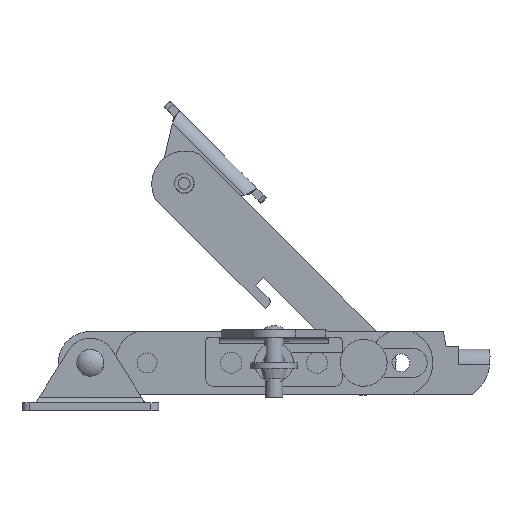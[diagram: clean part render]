
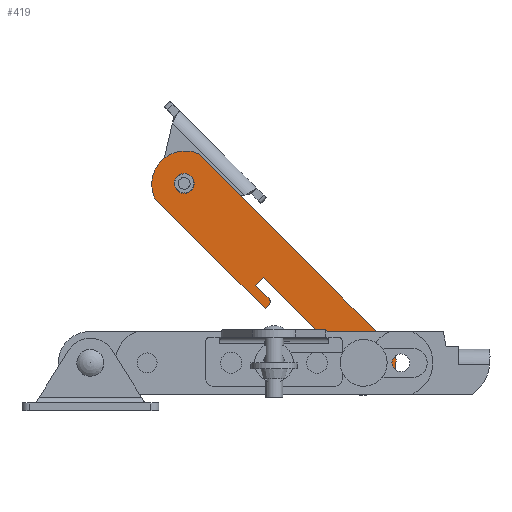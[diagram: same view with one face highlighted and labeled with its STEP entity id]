
A CAD part, top view. The second image highlights one B-rep face of the part: STEP entity #419.
In plain terms, the highlighted face is planar.
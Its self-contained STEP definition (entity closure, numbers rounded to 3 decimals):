
#419 = ADVANCED_FACE( '', ( #541, #542, #543 ), #544, .T. );
#541 = FACE_BOUND( '', #771, .T. );
#542 = FACE_BOUND( '', #772, .T. );
#543 = FACE_OUTER_BOUND( '', #773, .T. );
#544 = PLANE( '', #774 );
#771 = EDGE_LOOP( '', ( #1235 ) );
#772 = EDGE_LOOP( '', ( #1236 ) );
#773 = EDGE_LOOP( '', ( #1237, #1238, #1239, #1240, #1241, #1242, #1243, #1244, #1245, #1246, #1247, #1248, #1249 ) );
#774 = AXIS2_PLACEMENT_3D( '', #1250, #1251, #1252 );
#1235 = ORIENTED_EDGE( '', *, *, #1699, .T. );
#1236 = ORIENTED_EDGE( '', *, *, #1700, .T. );
#1237 = ORIENTED_EDGE( '', *, *, #1697, .T. );
#1238 = ORIENTED_EDGE( '', *, *, #1701, .T. );
#1239 = ORIENTED_EDGE( '', *, *, #1702, .T. );
#1240 = ORIENTED_EDGE( '', *, *, #1703, .T. );
#1241 = ORIENTED_EDGE( '', *, *, #1704, .T. );
#1242 = ORIENTED_EDGE( '', *, *, #1705, .T. );
#1243 = ORIENTED_EDGE( '', *, *, #1706, .T. );
#1244 = ORIENTED_EDGE( '', *, *, #1707, .T. );
#1245 = ORIENTED_EDGE( '', *, *, #1708, .T. );
#1246 = ORIENTED_EDGE( '', *, *, #1709, .T. );
#1247 = ORIENTED_EDGE( '', *, *, #1710, .T. );
#1248 = ORIENTED_EDGE( '', *, *, #1690, .T. );
#1249 = ORIENTED_EDGE( '', *, *, #1693, .T. );
#1250 = CARTESIAN_POINT( '', ( -32.132, 0., -2.5 ) );
#1251 = DIRECTION( '', ( 0., 0., -1. ) );
#1252 = DIRECTION( '', ( -1., 0., 0. ) );
#1690 = EDGE_CURVE( '', #1910, #1907, #1911, .T. );
#1693 = EDGE_CURVE( '', #1907, #1915, #1916, .T. );
#1697 = EDGE_CURVE( '', #1915, #1920, #1923, .T. );
#1699 = EDGE_CURVE( '', #1925, #1925, #1926, .T. );
#1700 = EDGE_CURVE( '', #1927, #1927, #1928, .T. );
#1701 = EDGE_CURVE( '', #1920, #1929, #1930, .F. );
#1702 = EDGE_CURVE( '', #1929, #1931, #1932, .F. );
#1703 = EDGE_CURVE( '', #1931, #1933, #1934, .T. );
#1704 = EDGE_CURVE( '', #1933, #1935, #1936, .T. );
#1705 = EDGE_CURVE( '', #1935, #1937, #1938, .F. );
#1706 = EDGE_CURVE( '', #1937, #1939, #1940, .F. );
#1707 = EDGE_CURVE( '', #1939, #1941, #1942, .T. );
#1708 = EDGE_CURVE( '', #1941, #1943, #1944, .F. );
#1709 = EDGE_CURVE( '', #1943, #1945, #1946, .T. );
#1710 = EDGE_CURVE( '', #1945, #1910, #1947, .T. );
#1907 = VERTEX_POINT( '', #2288 );
#1910 = VERTEX_POINT( '', #2292 );
#1911 = LINE( '', #2293, #2294 );
#1915 = VERTEX_POINT( '', #2300 );
#1916 = LINE( '', #2301, #2302 );
#1920 = VERTEX_POINT( '', #2308 );
#1923 = CIRCLE( '', #2312, 8.568 );
#1925 = VERTEX_POINT( '', #2314 );
#1926 = CIRCLE( '', #2315, 2.3 );
#1927 = VERTEX_POINT( '', #2316 );
#1928 = CIRCLE( '', #2317, 2.55 );
#1929 = VERTEX_POINT( '', #2318 );
#1930 = LINE( '', #2319, #2320 );
#1931 = VERTEX_POINT( '', #2321 );
#1932 = LINE( '', #2322, #2323 );
#1933 = VERTEX_POINT( '', #2324 );
#1934 = CIRCLE( '', #2325, 1. );
#1935 = VERTEX_POINT( '', #2326 );
#1936 = LINE( '', #2327, #2328 );
#1937 = VERTEX_POINT( '', #2329 );
#1938 = LINE( '', #2330, #2331 );
#1939 = VERTEX_POINT( '', #2332 );
#1940 = LINE( '', #2333, #2334 );
#1941 = VERTEX_POINT( '', #2335 );
#1942 = CIRCLE( '', #2336, 8.57 );
#1943 = VERTEX_POINT( '', #2337 );
#1944 = LINE( '', #2338, #2339 );
#1945 = VERTEX_POINT( '', #2340 );
#1946 = LINE( '', #2341, #2342 );
#1947 = CIRCLE( '', #2343, 8.568 );
#2288 = CARTESIAN_POINT( '', ( 35.5, -8., -2.5 ) );
#2292 = CARTESIAN_POINT( '', ( 36.678, -7.263, -2.5 ) );
#2293 = CARTESIAN_POINT( '', ( 36.678, -7.263, -2.5 ) );
#2294 = VECTOR( '', #2648, 1000. );
#2300 = CARTESIAN_POINT( '', ( -35.2, -8., -2.5 ) );
#2301 = CARTESIAN_POINT( '', ( -32.132, -8., -2.5 ) );
#2302 = VECTOR( '', #2651, 1000. );
#2308 = CARTESIAN_POINT( '', ( -35.2, 8., -2.5 ) );
#2312 = AXIS2_PLACEMENT_3D( '', #2655, #2656, #2657 );
#2314 = CARTESIAN_POINT( '', ( 34.8, 0., -2.5 ) );
#2315 = AXIS2_PLACEMENT_3D( '', #2661, #2662, #2663 );
#2316 = CARTESIAN_POINT( '', ( -29.95, 0., -2.5 ) );
#2317 = AXIS2_PLACEMENT_3D( '', #2664, #2665, #2666 );
#2318 = CARTESIAN_POINT( '', ( 4.8, 8., -2.5 ) );
#2319 = CARTESIAN_POINT( '', ( -32.132, 8., -2.5 ) );
#2320 = VECTOR( '', #2667, 1000. );
#2321 = CARTESIAN_POINT( '', ( 4.8, 6.55, -2.5 ) );
#2322 = CARTESIAN_POINT( '', ( 4.8, 0., -2.5 ) );
#2323 = VECTOR( '', #2668, 1000. );
#2324 = CARTESIAN_POINT( '', ( 3.8, 5.55, -2.5 ) );
#2325 = AXIS2_PLACEMENT_3D( '', #2669, #2670, #2671 );
#2326 = CARTESIAN_POINT( '', ( -1.2, 5.55, -2.5 ) );
#2327 = CARTESIAN_POINT( '', ( -32.132, 5.55, -2.5 ) );
#2328 = VECTOR( '', #2672, 1000. );
#2329 = CARTESIAN_POINT( '', ( -1.2, 2.65, -2.5 ) );
#2330 = CARTESIAN_POINT( '', ( -1.2, 0., -2.5 ) );
#2331 = VECTOR( '', #2673, 1000. );
#2332 = CARTESIAN_POINT( '', ( 24.8, 2.65, -2.5 ) );
#2333 = CARTESIAN_POINT( '', ( -32.132, 2.65, -2.5 ) );
#2334 = VECTOR( '', #2674, 1000. );
#2335 = CARTESIAN_POINT( '', ( 29.5, 8., -2.5 ) );
#2336 = AXIS2_PLACEMENT_3D( '', #2675, #2676, #2677 );
#2337 = CARTESIAN_POINT( '', ( 35.5, 8., -2.5 ) );
#2338 = CARTESIAN_POINT( '', ( -32.132, 8., -2.5 ) );
#2339 = VECTOR( '', #2678, 1000. );
#2340 = CARTESIAN_POINT( '', ( 36.678, 7.263, -2.5 ) );
#2341 = CARTESIAN_POINT( '', ( 35.5, 8., -2.5 ) );
#2342 = VECTOR( '', #2679, 1000. );
#2343 = AXIS2_PLACEMENT_3D( '', #2680, #2681, #2682 );
#2648 = DIRECTION( '', ( -0.848, -0.531, 0. ) );
#2651 = DIRECTION( '', ( -1., 0., 0. ) );
#2655 = CARTESIAN_POINT( '', ( -32.132, 0., -2.5 ) );
#2656 = DIRECTION( '', ( 0., 0., -1. ) );
#2657 = DIRECTION( '', ( -1., 0., 0. ) );
#2661 = CARTESIAN_POINT( '', ( 32.5, 0., -2.5 ) );
#2662 = DIRECTION( '', ( 0., 0., 1. ) );
#2663 = DIRECTION( '', ( 1., 0., 0. ) );
#2664 = CARTESIAN_POINT( '', ( -32.5, 0., -2.5 ) );
#2665 = DIRECTION( '', ( 0., 0., 1. ) );
#2666 = DIRECTION( '', ( 1., 0., 0. ) );
#2667 = DIRECTION( '', ( -1., 0., 0. ) );
#2668 = DIRECTION( '', ( 0., 1., 0. ) );
#2669 = CARTESIAN_POINT( '', ( 3.8, 6.55, -2.5 ) );
#2670 = DIRECTION( '', ( 0., 0., -1. ) );
#2671 = DIRECTION( '', ( -1., 0., 0. ) );
#2672 = DIRECTION( '', ( -1., 0., 0. ) );
#2673 = DIRECTION( '', ( 0., 1., 0. ) );
#2674 = DIRECTION( '', ( -1., 0., 0. ) );
#2675 = CARTESIAN_POINT( '', ( 33.006, 0.18, -2.5 ) );
#2676 = DIRECTION( '', ( 0., 0., -1. ) );
#2677 = DIRECTION( '', ( -1., 0., 0. ) );
#2678 = DIRECTION( '', ( -1., 0., 0. ) );
#2679 = DIRECTION( '', ( 0.848, -0.531, 0. ) );
#2680 = CARTESIAN_POINT( '', ( 32.132, 0., -2.5 ) );
#2681 = DIRECTION( '', ( 0., 0., -1. ) );
#2682 = DIRECTION( '', ( -1., 0., 0. ) );
